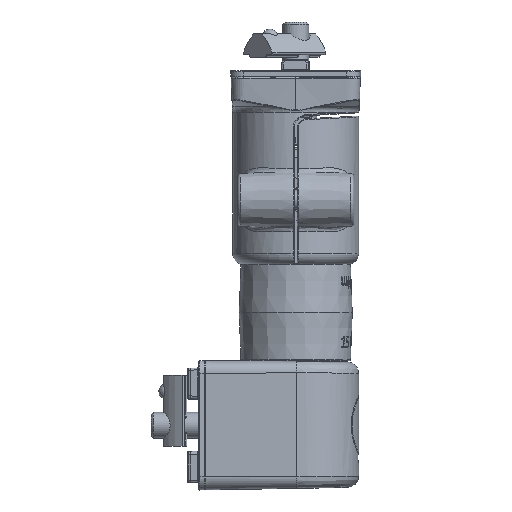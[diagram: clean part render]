
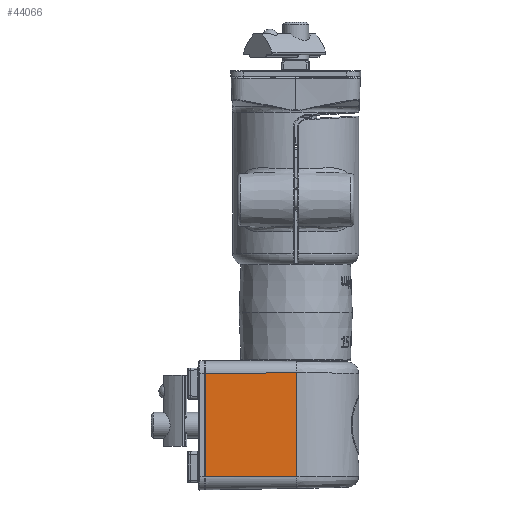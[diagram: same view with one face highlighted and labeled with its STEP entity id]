
A CAD part, top view. The second image highlights one B-rep face of the part: STEP entity #44066.
In plain terms, the highlighted planar face has unit normal (0.018, 0, 1).
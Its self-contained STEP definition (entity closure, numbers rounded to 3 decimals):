
#387=PLANE('',#47525);
#6739=FACE_OUTER_BOUND('',#9698,.T.);
#9698=EDGE_LOOP('',(#30075,#30076,#30077,#30078));
#12696=LINE('',#68210,#14562);
#12828=LINE('',#70709,#14694);
#14562=VECTOR('',#52693,1000.);
#14694=VECTOR('',#53015,1000.);
#16542=B_SPLINE_CURVE_WITH_KNOTS('',3,(#71421,#71422,#71423,#71424),
 .UNSPECIFIED.,.F.,.F.,(4,4),(0.038,0.066),
 .UNSPECIFIED.);
#16543=B_SPLINE_CURVE_WITH_KNOTS('',3,(#71425,#71426,#71427,#71428),
 .UNSPECIFIED.,.F.,.F.,(4,4),(-0.065,-0.037),
 .UNSPECIFIED.);
#18306=VERTEX_POINT('',#68207);
#18307=VERTEX_POINT('',#68209);
#18527=VERTEX_POINT('',#70707);
#18528=VERTEX_POINT('',#70708);
#22586=EDGE_CURVE('',#18307,#18306,#12696,.T.);
#22847=EDGE_CURVE('',#18527,#18528,#12828,.T.);
#22879=EDGE_CURVE('',#18306,#18528,#16542,.T.);
#22880=EDGE_CURVE('',#18527,#18307,#16543,.T.);
#30075=ORIENTED_EDGE('',*,*,#22586,.T.);
#30076=ORIENTED_EDGE('',*,*,#22879,.T.);
#30077=ORIENTED_EDGE('',*,*,#22847,.F.);
#30078=ORIENTED_EDGE('',*,*,#22880,.T.);
#44066=ADVANCED_FACE('',(#6739),#387,.F.);
#47525=AXIS2_PLACEMENT_3D('',#71420,#53040,#53041);
#52693=DIRECTION('',(0.,-1.,0.));
#53015=DIRECTION('',(0.,-1.,0.));
#53040=DIRECTION('center_axis',(-0.018,0.,-1.));
#53041=DIRECTION('ref_axis',(-1.,0.,0.018));
#68207=CARTESIAN_POINT('',(-28.,-16.001,20.));
#68209=CARTESIAN_POINT('',(-28.,16.,20.));
#68210=CARTESIAN_POINT('',(-28.,20.,20.));
#70707=CARTESIAN_POINT('',(0.346,16.253,19.497));
#70708=CARTESIAN_POINT('',(0.346,-16.006,19.497));
#70709=CARTESIAN_POINT('',(0.346,20.,19.497));
#71420=CARTESIAN_POINT('Origin',(-19.5,20.,19.849));
#71421=CARTESIAN_POINT('Ctrl Pts',(-28.,-16.001,20.));
#71422=CARTESIAN_POINT('Ctrl Pts',(-18.55,-16.086,19.832));
#71423=CARTESIAN_POINT('Ctrl Pts',(-9.1,-16.171,19.665));
#71424=CARTESIAN_POINT('Ctrl Pts',(0.346,-16.006,
19.497));
#71425=CARTESIAN_POINT('Ctrl Pts',(0.346,16.253,19.497));
#71426=CARTESIAN_POINT('Ctrl Pts',(-9.101,16.335,19.665));
#71427=CARTESIAN_POINT('Ctrl Pts',(-18.551,16.168,19.832));
#71428=CARTESIAN_POINT('Ctrl Pts',(-28.,16.,20.));
